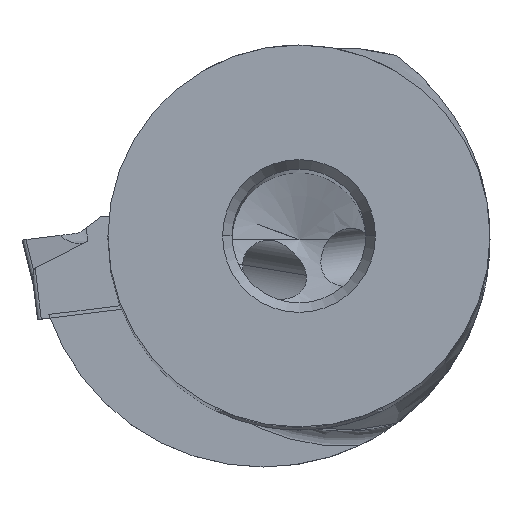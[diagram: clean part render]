
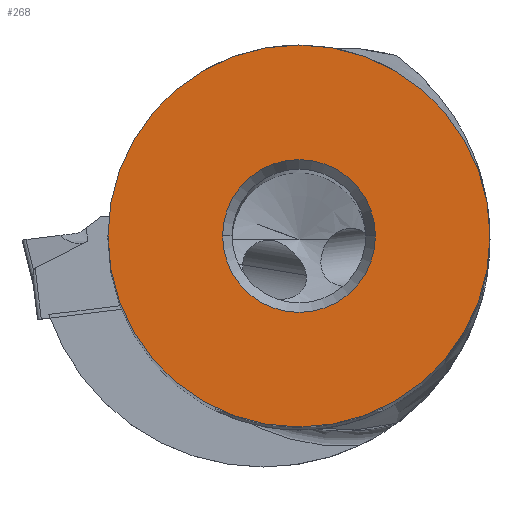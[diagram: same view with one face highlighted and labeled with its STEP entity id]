
A CAD part, top view. The second image highlights one B-rep face of the part: STEP entity #268.
In plain terms, the highlighted planar face has unit normal (0, 0, 1).
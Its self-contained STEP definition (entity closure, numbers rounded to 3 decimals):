
#42=FACE_BOUND('',#581,.T.);
#43=FACE_BOUND('',#582,.T.);
#268=ADVANCED_FACE('',(#42,#43),#338,.T.);
#338=PLANE('',#2998);
#581=EDGE_LOOP('',(#1229,#1230));
#582=EDGE_LOOP('',(#1231,#1232));
#1229=ORIENTED_EDGE('',*,*,#1977,.F.);
#1230=ORIENTED_EDGE('',*,*,#1978,.F.);
#1231=ORIENTED_EDGE('',*,*,#1976,.F.);
#1232=ORIENTED_EDGE('',*,*,#1974,.F.);
#1607=VERTEX_POINT('',#5737);
#1608=VERTEX_POINT('',#5739);
#1609=VERTEX_POINT('',#5745);
#1610=VERTEX_POINT('',#5746);
#1974=EDGE_CURVE('',#1607,#1608,#2259,.T.);
#1976=EDGE_CURVE('',#1608,#1607,#2260,.T.);
#1977=EDGE_CURVE('',#1609,#1610,#2261,.T.);
#1978=EDGE_CURVE('',#1610,#1609,#2262,.T.);
#2259=CIRCLE('',#2992,4.);
#2260=CIRCLE('',#2994,4.);
#2261=CIRCLE('',#2996,10.);
#2262=CIRCLE('',#2997,10.);
#2992=AXIS2_PLACEMENT_3D('',#5738,#3574,#3575);
#2994=AXIS2_PLACEMENT_3D('',#5742,#3579,#3580);
#2996=AXIS2_PLACEMENT_3D('',#5744,#3583,#3584);
#2997=AXIS2_PLACEMENT_3D('',#5747,#3585,#3586);
#2998=AXIS2_PLACEMENT_3D('',#5748,#3587,#3588);
#3574=DIRECTION('',(0.,0.,1.));
#3575=DIRECTION('',(1.,0.,0.));
#3579=DIRECTION('',(0.,0.,1.));
#3580=DIRECTION('',(-1.,0.,0.));
#3583=DIRECTION('',(0.,0.,-1.));
#3584=DIRECTION('',(-1.,0.,0.));
#3585=DIRECTION('',(0.,0.,-1.));
#3586=DIRECTION('',(1.,0.,0.));
#3587=DIRECTION('',(0.,0.,1.));
#3588=DIRECTION('',(-1.,0.,0.));
#5737=CARTESIAN_POINT('',(4.,0.,0.));
#5738=CARTESIAN_POINT('',(0.,0.,0.));
#5739=CARTESIAN_POINT('',(-4.,0.,0.));
#5742=CARTESIAN_POINT('',(0.,0.,0.));
#5744=CARTESIAN_POINT('',(0.,0.,0.));
#5745=CARTESIAN_POINT('',(-10.,0.,0.));
#5746=CARTESIAN_POINT('',(10.,0.,0.));
#5747=CARTESIAN_POINT('',(0.,0.,0.));
#5748=CARTESIAN_POINT('',(0.,0.,0.));
